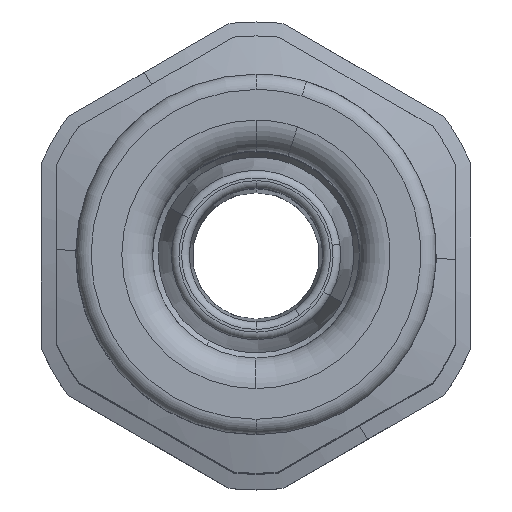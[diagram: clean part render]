
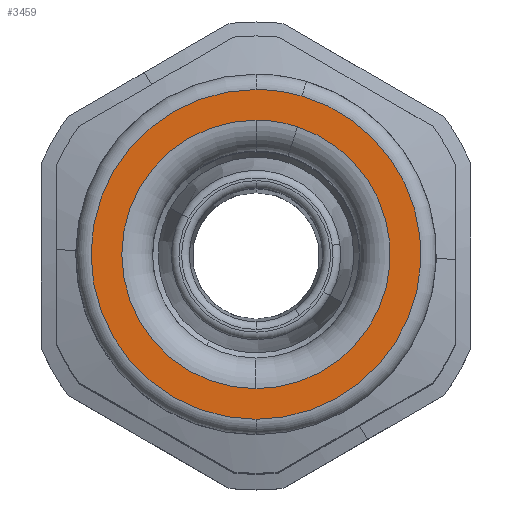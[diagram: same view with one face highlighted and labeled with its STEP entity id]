
A CAD part, top view. The second image highlights one B-rep face of the part: STEP entity #3459.
In plain terms, the highlighted planar face has unit normal (0, 0, 1).
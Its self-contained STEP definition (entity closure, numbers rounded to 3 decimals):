
#3324=AXIS2_PLACEMENT_3D('Circle Axis2P3D',#3322,#3323,$) ;
#3341=AXIS2_PLACEMENT_3D('Circle Axis2P3D',#3339,#3340,$) ;
#3365=AXIS2_PLACEMENT_3D('Circle Axis2P3D',#3363,#3364,$) ;
#3426=AXIS2_PLACEMENT_3D('Plane Axis2P3D',#3423,#3424,#3425) ;
#3435=AXIS2_PLACEMENT_3D('Circle Axis2P3D',#3433,#3434,$) ;
#3444=AXIS2_PLACEMENT_3D('Circle Axis2P3D',#3442,#3443,$) ;
#3451=AXIS2_PLACEMENT_3D('Circle Axis2P3D',#3449,#3450,$) ;
#3312=CARTESIAN_POINT('Vertex',(17.,25.573,82.4)) ;
#3319=CARTESIAN_POINT('Vertex',(14.,26.,82.4)) ;
#3322=CARTESIAN_POINT('Axis2P3D Location',(14.,15.25,82.4)) ;
#3339=CARTESIAN_POINT('Axis2P3D Location',(14.,15.25,82.4)) ;
#3343=CARTESIAN_POINT('Vertex',(14.,4.5,82.4)) ;
#3363=CARTESIAN_POINT('Axis2P3D Location',(14.,15.25,82.4)) ;
#3423=CARTESIAN_POINT('Axis2P3D Location',(14.,15.25,82.4)) ;
#3433=CARTESIAN_POINT('Axis2P3D Location',(14.,15.25,82.4)) ;
#3437=CARTESIAN_POINT('Vertex',(16.704,23.572,82.4)) ;
#3439=CARTESIAN_POINT('Vertex',(14.,24.,82.4)) ;
#3442=CARTESIAN_POINT('Axis2P3D Location',(14.,15.25,82.4)) ;
#3446=CARTESIAN_POINT('Vertex',(14.,6.5,82.4)) ;
#3449=CARTESIAN_POINT('Axis2P3D Location',(14.,15.25,82.4)) ;
#3323=DIRECTION('Axis2P3D Direction',(0.,0.,1.)) ;
#3340=DIRECTION('Axis2P3D Direction',(0.,0.,1.)) ;
#3364=DIRECTION('Axis2P3D Direction',(0.,0.,1.)) ;
#3424=DIRECTION('Axis2P3D Direction',(0.,0.,1.)) ;
#3425=DIRECTION('Axis2P3D XDirection',(0.,1.,0.)) ;
#3434=DIRECTION('Axis2P3D Direction',(0.,0.,1.)) ;
#3443=DIRECTION('Axis2P3D Direction',(0.,0.,1.)) ;
#3450=DIRECTION('Axis2P3D Direction',(0.,0.,1.)) ;
#3429=ORIENTED_EDGE('',*,*,#3367,.T.) ;
#3430=ORIENTED_EDGE('',*,*,#3345,.T.) ;
#3431=ORIENTED_EDGE('',*,*,#3326,.T.) ;
#3455=ORIENTED_EDGE('',*,*,#3441,.F.) ;
#3456=ORIENTED_EDGE('',*,*,#3448,.F.) ;
#3457=ORIENTED_EDGE('',*,*,#3453,.F.) ;
#3458=FACE_BOUND('',#3454,.T.) ;
#3459=ADVANCED_FACE('PartBody',(#3432,#3458),#3427,.T.) ;
#3325=CIRCLE('generated circle',#3324,10.75) ;
#3342=CIRCLE('generated circle',#3341,10.75) ;
#3366=CIRCLE('generated circle',#3365,10.75) ;
#3436=CIRCLE('generated circle',#3435,8.75) ;
#3445=CIRCLE('generated circle',#3444,8.75) ;
#3452=CIRCLE('generated circle',#3451,8.75) ;
#3326=EDGE_CURVE('',#3313,#3320,#3325,.T.) ;
#3345=EDGE_CURVE('',#3344,#3313,#3342,.T.) ;
#3367=EDGE_CURVE('',#3320,#3344,#3366,.T.) ;
#3441=EDGE_CURVE('',#3438,#3440,#3436,.T.) ;
#3448=EDGE_CURVE('',#3447,#3438,#3445,.T.) ;
#3453=EDGE_CURVE('',#3440,#3447,#3452,.T.) ;
#3428=EDGE_LOOP('',(#3429,#3430,#3431)) ;
#3454=EDGE_LOOP('',(#3455,#3456,#3457)) ;
#3432=FACE_OUTER_BOUND('',#3428,.T.) ;
#3427=PLANE('',#3426) ;
#3313=VERTEX_POINT('',#3312) ;
#3320=VERTEX_POINT('',#3319) ;
#3344=VERTEX_POINT('',#3343) ;
#3438=VERTEX_POINT('',#3437) ;
#3440=VERTEX_POINT('',#3439) ;
#3447=VERTEX_POINT('',#3446) ;
